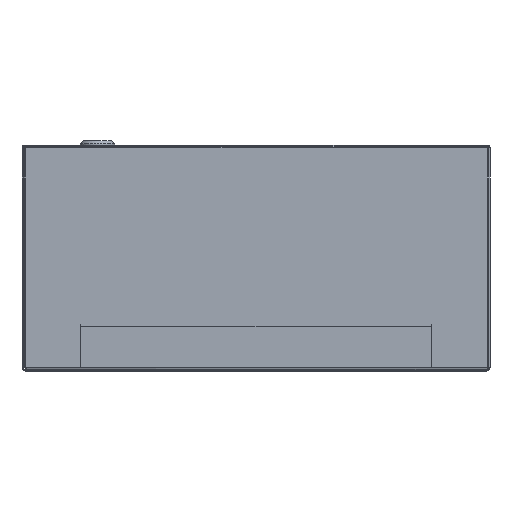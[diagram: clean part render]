
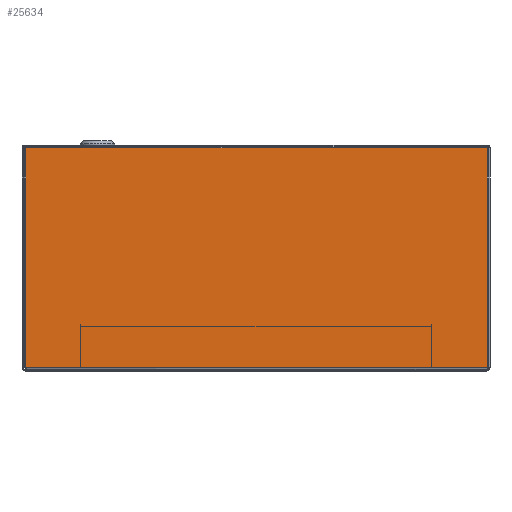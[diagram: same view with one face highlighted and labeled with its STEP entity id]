
A CAD part, front view. The second image highlights one B-rep face of the part: STEP entity #25634.
In plain terms, the highlighted planar face has unit normal (0, -1, 0).
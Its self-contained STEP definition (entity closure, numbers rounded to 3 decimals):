
#407 = DIRECTION ( 'NONE',  ( 0., 0., -1. ) ) ;
#804 = DIRECTION ( 'NONE',  ( -1., 0., 0. ) ) ;
#3615 = VERTEX_POINT ( 'NONE', #13413 ) ;
#4964 = ORIENTED_EDGE ( 'NONE', *, *, #19608, .T. ) ;
#5205 = DIRECTION ( 'NONE',  ( 0., 0., -1. ) ) ;
#6346 = CARTESIAN_POINT ( 'NONE',  ( -297.6, -300., -70.45 ) ) ;
#6594 = CARTESIAN_POINT ( 'NONE',  ( -1.7, -300., -70.45 ) ) ;
#8176 = ORIENTED_EDGE ( 'NONE', *, *, #11470, .T. ) ;
#9391 = CARTESIAN_POINT ( 'NONE',  ( -297.6, -300., 70.45 ) ) ;
#9580 = EDGE_CURVE ( 'NONE', #21094, #3615, #10707, .T. ) ;
#10707 = LINE ( 'NONE', #12460, #27758 ) ;
#11470 = EDGE_CURVE ( 'NONE', #16942, #15138, #19592, .T. ) ;
#11645 = EDGE_CURVE ( 'NONE', #21094, #15138, #17010, .T. ) ;
#12460 = CARTESIAN_POINT ( 'NONE',  ( -0.7, -300., 70.45 ) ) ;
#13413 = CARTESIAN_POINT ( 'NONE',  ( -297.6, -300., 70.45 ) ) ;
#14814 = CARTESIAN_POINT ( 'NONE',  ( -1.7, -300., -70.45 ) ) ;
#15138 = VERTEX_POINT ( 'NONE', #6594 ) ;
#15470 = AXIS2_PLACEMENT_3D ( 'NONE', #17218, #26791, #19898 ) ;
#16598 = LINE ( 'NONE', #9391, #20835 ) ;
#16942 = VERTEX_POINT ( 'NONE', #6346 ) ;
#17010 = LINE ( 'NONE', #14814, #23611 ) ;
#17218 = CARTESIAN_POINT ( 'NONE',  ( -0.7, -300., 70.45 ) ) ;
#18021 = DIRECTION ( 'NONE',  ( 1., 0., 0. ) ) ;
#19246 = EDGE_LOOP ( 'NONE', ( #23631, #30812, #4964, #8176 ) ) ;
#19592 = LINE ( 'NONE', #29939, #26588 ) ;
#19608 = EDGE_CURVE ( 'NONE', #3615, #16942, #16598, .T. ) ;
#19898 = DIRECTION ( 'NONE',  ( -1., 0., 0. ) ) ;
#20050 = FACE_OUTER_BOUND ( 'NONE', #19246, .T. ) ;
#20835 = VECTOR ( 'NONE', #407, 1000. ) ;
#21094 = VERTEX_POINT ( 'NONE', #23765 ) ;
#23611 = VECTOR ( 'NONE', #5205, 1000. ) ;
#23631 = ORIENTED_EDGE ( 'NONE', *, *, #11645, .F. ) ;
#23765 = CARTESIAN_POINT ( 'NONE',  ( -1.7, -300., 70.45 ) ) ;
#24122 = PLANE ( 'NONE',  #15470 ) ;
#25634 = ADVANCED_FACE ( 'NONE', ( #20050 ), #24122, .F. ) ;
#26588 = VECTOR ( 'NONE', #18021, 1000. ) ;
#26791 = DIRECTION ( 'NONE',  ( 0., 1., 0. ) ) ;
#27758 = VECTOR ( 'NONE', #804, 1000. ) ;
#29939 = CARTESIAN_POINT ( 'NONE',  ( -0.7, -300., -70.45 ) ) ;
#30812 = ORIENTED_EDGE ( 'NONE', *, *, #9580, .T. ) ;
